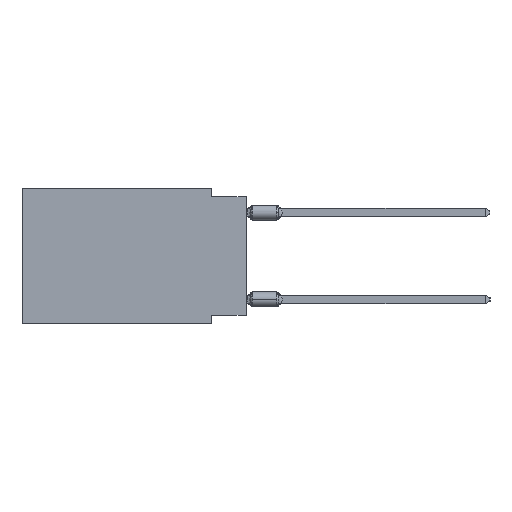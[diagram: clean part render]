
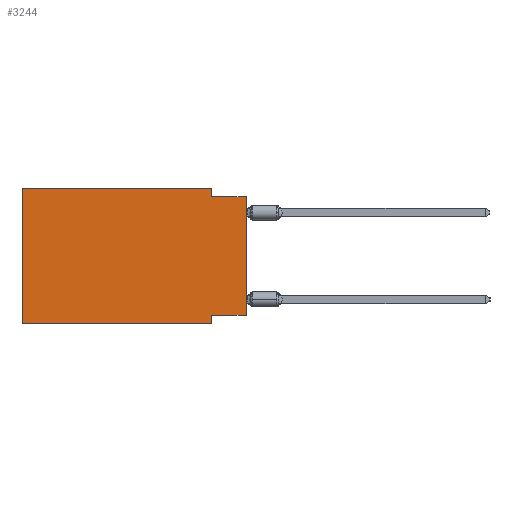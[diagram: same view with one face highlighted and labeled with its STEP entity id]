
A CAD part, left-side view. The second image highlights one B-rep face of the part: STEP entity #3244.
In plain terms, the highlighted planar face has unit normal (-1, 0, 0).
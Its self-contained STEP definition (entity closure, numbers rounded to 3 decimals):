
#655 = DIRECTION ( 'NONE',  ( 0., 0., -1. ) ) ;
#723 = EDGE_CURVE ( 'NONE', #8392, #14408, #21283, .T. ) ;
#1636 = VERTEX_POINT ( 'NONE', #40030 ) ;
#1909 = ORIENTED_EDGE ( 'NONE', *, *, #17774, .T. ) ;
#3244 = ADVANCED_FACE ( 'NONE', ( #47946 ), #27062, .F. ) ;
#3996 = ORIENTED_EDGE ( 'NONE', *, *, #10390, .T. ) ;
#5182 = VECTOR ( 'NONE', #20896, 1000. ) ;
#5376 = CARTESIAN_POINT ( 'NONE',  ( 0., 16.383, 0. ) ) ;
#6814 = LINE ( 'NONE', #41326, #34095 ) ;
#8290 = CARTESIAN_POINT ( 'NONE',  ( 0., 0., 0. ) ) ;
#8392 = VERTEX_POINT ( 'NONE', #51800 ) ;
#8942 = ORIENTED_EDGE ( 'NONE', *, *, #47551, .F. ) ;
#10056 = VERTEX_POINT ( 'NONE', #10827 ) ;
#10098 = AXIS2_PLACEMENT_3D ( 'NONE', #5376, #38753, #655 ) ;
#10390 = EDGE_CURVE ( 'NONE', #1636, #14408, #12485, .T. ) ;
#10827 = CARTESIAN_POINT ( 'NONE',  ( 0., 2.54, 0. ) ) ;
#11385 = VECTOR ( 'NONE', #32933, 1000. ) ;
#12485 = LINE ( 'NONE', #8290, #20413 ) ;
#13212 = DIRECTION ( 'NONE',  ( 0., -1., 0. ) ) ;
#14408 = VERTEX_POINT ( 'NONE', #18466 ) ;
#15701 = LINE ( 'NONE', #49641, #11385 ) ;
#17003 = EDGE_CURVE ( 'NONE', #10056, #8392, #27604, .T. ) ;
#17774 = EDGE_CURVE ( 'NONE', #38291, #52124, #33898, .T. ) ;
#18466 = CARTESIAN_POINT ( 'NONE',  ( 0., 0., -0.635 ) ) ;
#19417 = DIRECTION ( 'NONE',  ( 0., 0., 1. ) ) ;
#20413 = VECTOR ( 'NONE', #42229, 1000. ) ;
#20630 = CARTESIAN_POINT ( 'NONE',  ( 0., 0., -9.271 ) ) ;
#20896 = DIRECTION ( 'NONE',  ( 0., 1., 0. ) ) ;
#21283 = LINE ( 'NONE', #38243, #25127 ) ;
#22223 = ORIENTED_EDGE ( 'NONE', *, *, #53787, .F. ) ;
#24951 = EDGE_CURVE ( 'NONE', #1636, #40190, #33940, .T. ) ;
#25127 = VECTOR ( 'NONE', #13212, 1000. ) ;
#26821 = VECTOR ( 'NONE', #48489, 1000. ) ;
#27062 = PLANE ( 'NONE',  #10098 ) ;
#27604 = LINE ( 'NONE', #35958, #26821 ) ;
#32200 = CARTESIAN_POINT ( 'NONE',  ( 0., 2.54, -9.271 ) ) ;
#32414 = DIRECTION ( 'NONE',  ( 0., -1., 0. ) ) ;
#32933 = DIRECTION ( 'NONE',  ( 0., 0., -1. ) ) ;
#32996 = CARTESIAN_POINT ( 'NONE',  ( 0., 2.54, -9.906 ) ) ;
#33898 = LINE ( 'NONE', #34170, #50911 ) ;
#33940 = LINE ( 'NONE', #20630, #5182 ) ;
#34095 = VECTOR ( 'NONE', #32414, 1000. ) ;
#34170 = CARTESIAN_POINT ( 'NONE',  ( 0., 16.383, -9.906 ) ) ;
#35281 = CARTESIAN_POINT ( 'NONE',  ( 0., 16.383, 0. ) ) ;
#35958 = CARTESIAN_POINT ( 'NONE',  ( 0., 2.54, 0. ) ) ;
#36098 = ORIENTED_EDGE ( 'NONE', *, *, #48239, .F. ) ;
#36807 = VECTOR ( 'NONE', #19417, 1000. ) ;
#37234 = CARTESIAN_POINT ( 'NONE',  ( 0., 16.383, 0. ) ) ;
#38243 = CARTESIAN_POINT ( 'NONE',  ( 0., 0., -0.635 ) ) ;
#38291 = VERTEX_POINT ( 'NONE', #41225 ) ;
#38753 = DIRECTION ( 'NONE',  ( 1., 0., 0. ) ) ;
#39863 = EDGE_LOOP ( 'NONE', ( #3996, #44615, #42000, #8942, #36098, #1909, #22223, #53162 ) ) ;
#40030 = CARTESIAN_POINT ( 'NONE',  ( 0., 0., -9.271 ) ) ;
#40190 = VERTEX_POINT ( 'NONE', #32200 ) ;
#41225 = CARTESIAN_POINT ( 'NONE',  ( 0., 16.383, -9.906 ) ) ;
#41326 = CARTESIAN_POINT ( 'NONE',  ( 0., 16.383, 0. ) ) ;
#42000 = ORIENTED_EDGE ( 'NONE', *, *, #17003, .F. ) ;
#42229 = DIRECTION ( 'NONE',  ( 0., 0., 1. ) ) ;
#44615 = ORIENTED_EDGE ( 'NONE', *, *, #723, .F. ) ;
#47551 = EDGE_CURVE ( 'NONE', #53390, #10056, #6814, .T. ) ;
#47946 = FACE_OUTER_BOUND ( 'NONE', #39863, .T. ) ;
#48239 = EDGE_CURVE ( 'NONE', #38291, #53390, #48374, .T. ) ;
#48374 = LINE ( 'NONE', #35281, #36807 ) ;
#48489 = DIRECTION ( 'NONE',  ( 0., 0., -1. ) ) ;
#49641 = CARTESIAN_POINT ( 'NONE',  ( 0., 2.54, -9.906 ) ) ;
#50891 = DIRECTION ( 'NONE',  ( 0., -1., 0. ) ) ;
#50911 = VECTOR ( 'NONE', #50891, 1000. ) ;
#51800 = CARTESIAN_POINT ( 'NONE',  ( 0., 2.54, -0.635 ) ) ;
#52124 = VERTEX_POINT ( 'NONE', #32996 ) ;
#53162 = ORIENTED_EDGE ( 'NONE', *, *, #24951, .F. ) ;
#53390 = VERTEX_POINT ( 'NONE', #37234 ) ;
#53787 = EDGE_CURVE ( 'NONE', #40190, #52124, #15701, .T. ) ;
